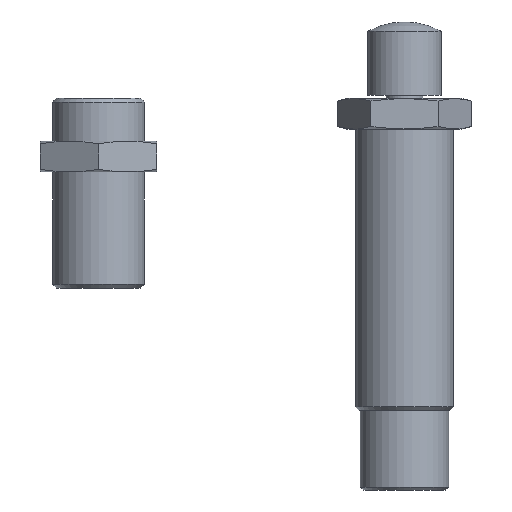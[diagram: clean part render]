
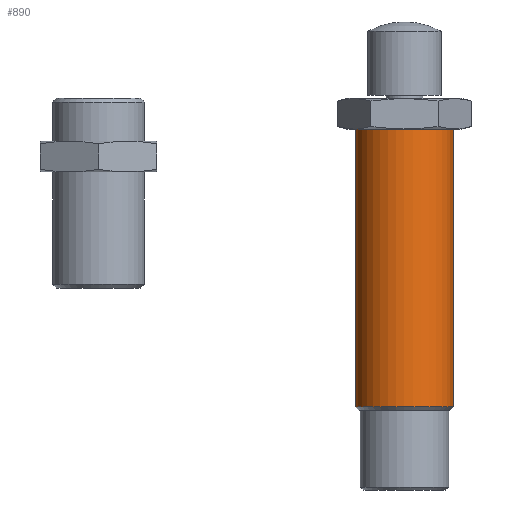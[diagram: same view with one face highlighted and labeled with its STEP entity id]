
A CAD part, front view. The second image highlights one B-rep face of the part: STEP entity #890.
In plain terms, the highlighted cylindrical face has radius 8 mm (diameter 16 mm), a full revolution.
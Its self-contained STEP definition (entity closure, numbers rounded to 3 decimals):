
#134=CYLINDRICAL_SURFACE('',#1021,8.);
#166=CIRCLE('',#1020,8.);
#167=CIRCLE('',#1022,8.);
#343=ORIENTED_EDGE('',*,*,#491,.F.);
#344=ORIENTED_EDGE('',*,*,#490,.T.);
#490=EDGE_CURVE('',#575,#575,#166,.T.);
#491=EDGE_CURVE('',#576,#576,#167,.T.);
#575=VERTEX_POINT('',#1590);
#576=VERTEX_POINT('',#1593);
#696=EDGE_LOOP('',(#343));
#697=EDGE_LOOP('',(#344));
#787=FACE_BOUND('',#696,.T.);
#788=FACE_BOUND('',#697,.T.);
#890=ADVANCED_FACE('',(#787,#788),#134,.T.);
#1020=AXIS2_PLACEMENT_3D('',#1589,#1226,#1227);
#1021=AXIS2_PLACEMENT_3D('',#1591,#1228,#1229);
#1022=AXIS2_PLACEMENT_3D('',#1592,#1230,#1231);
#1226=DIRECTION('',(1.,0.,0.));
#1227=DIRECTION('',(0.,0.,-1.));
#1228=DIRECTION('',(1.,0.,0.));
#1229=DIRECTION('',(0.,0.,-1.));
#1230=DIRECTION('',(1.,0.,0.));
#1231=DIRECTION('',(0.,0.,-1.));
#1589=CARTESIAN_POINT('',(0.614,0.,0.));
#1590=CARTESIAN_POINT('',(0.614,0.,-8.));
#1591=CARTESIAN_POINT('',(51.,0.,0.));
#1592=CARTESIAN_POINT('',(50.387,0.,0.));
#1593=CARTESIAN_POINT('',(50.387,0.,-8.));
